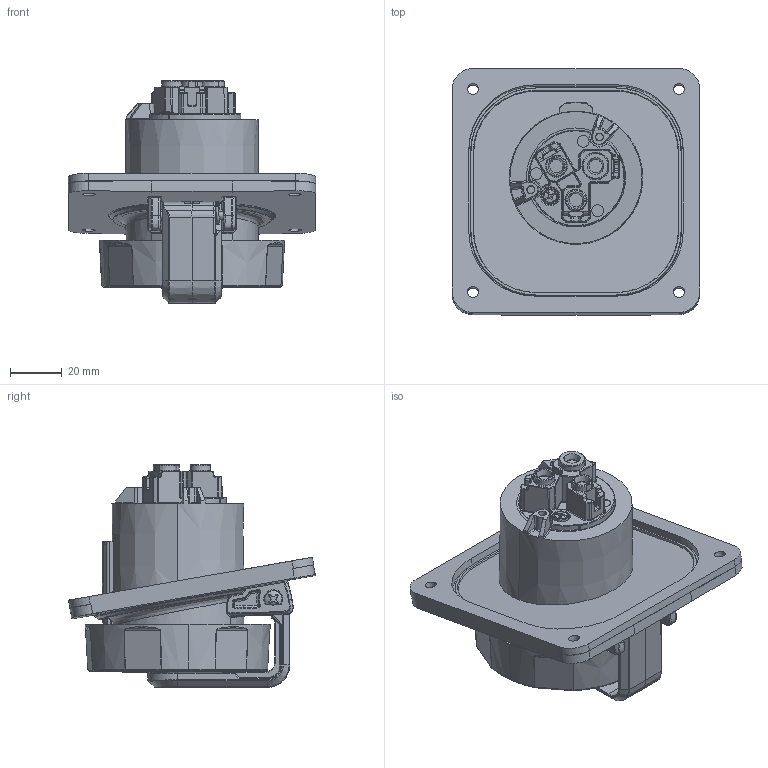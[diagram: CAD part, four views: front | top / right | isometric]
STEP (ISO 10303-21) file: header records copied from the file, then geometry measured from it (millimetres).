
FILE_DESCRIPTION (( 'STEP AP214' ), '1' );
FILE_NAME ('CATSTD-320R4-00W-M01.STEP', '2021-03-04T20:05:02', ( '' ), ( '' ), 'SwSTEP 2.0', 'SolidWorks 2020', '' );
FILE_SCHEMA (( 'AUTOMOTIVE_DESIGN' ));
Length unit declared in the file: inch
Products named in the file (1): CATSTD-320R4-00W-M01
Bounding box: 95.25 x 94.97 x 85.77 mm (x, y, z)
Volume: 211769.9 mm3; surface area: 62387.6 mm2
Topology: 3 solids, 5 shells, 1867 faces, 4559 edges, 2679 vertices
Faces by surface type: bspline 592, cylinder 512, plane 356, cone 170, torus 146, sphere 91
Entity records: 98208 total; most frequent: CARTESIAN_POINT 36011, ORIENTED_EDGE 9012, DIRECTION 6924, EDGE_CURVE 4506, AXIS2_PLACEMENT_3D 2818, VERTEX_POINT 2677, EDGE_LOOP 1919, ADVANCED_FACE 1867
